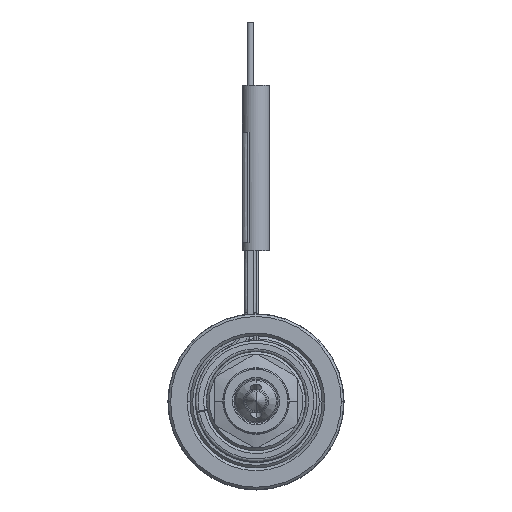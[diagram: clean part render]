
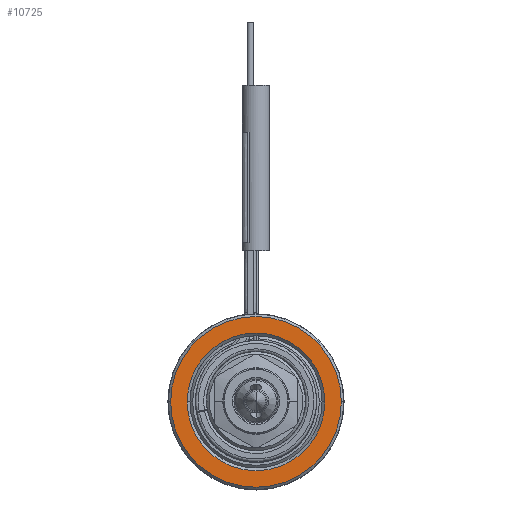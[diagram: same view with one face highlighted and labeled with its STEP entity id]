
A CAD part, top view. The second image highlights one B-rep face of the part: STEP entity #10725.
In plain terms, the highlighted planar face has unit normal (0, 0, 1).
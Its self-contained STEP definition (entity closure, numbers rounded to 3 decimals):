
#2839=CARTESIAN_POINT('',(0.,0.,25.));
#2840=DIRECTION('',(0.,0.,-1.));
#2841=DIRECTION('',(-1.,0.,0.));
#2842=AXIS2_PLACEMENT_3D('',#2839,#2840,#2841);
#2853=CARTESIAN_POINT('',(0.,0.,25.));
#2854=DIRECTION('',(0.,0.,-1.));
#2855=DIRECTION('',(1.,0.,0.));
#2856=AXIS2_PLACEMENT_3D('',#2853,#2854,#2855);
#2867=CARTESIAN_POINT('',(0.,0.,
25.));
#2868=DIRECTION('',(0.,0.,-1.));
#2869=DIRECTION('',(1.,0.,0.));
#2870=AXIS2_PLACEMENT_3D('',#2867,#2868,#2869);
#2881=CARTESIAN_POINT('',(0.,0.,25.));
#2882=DIRECTION('',(0.,0.,-1.));
#2883=DIRECTION('',(-1.,0.,0.));
#2884=AXIS2_PLACEMENT_3D('',#2881,#2882,#2883);
#6699=CARTESIAN_POINT('',(15.5,0.,25.));
#6700=CARTESIAN_POINT('',(-15.5,0.,
25.));
#6701=VERTEX_POINT('',#6699);
#6702=VERTEX_POINT('',#6700);
#6703=CARTESIAN_POINT('',(12.5,0.,25.));
#6704=CARTESIAN_POINT('',(-12.5,0.,25.));
#6705=VERTEX_POINT('',#6703);
#6706=VERTEX_POINT('',#6704);
#10710=CARTESIAN_POINT('',(0.,0.,25.));
#10711=DIRECTION('',(0.,0.,1.));
#10712=DIRECTION('',(-1.,0.,0.));
#10713=AXIS2_PLACEMENT_3D('',#10710,#10711,#10712);
#10714=PLANE('',#10713);
#10715=ORIENTED_EDGE('',*,*,#10692,.T.);
#10716=ORIENTED_EDGE('',*,*,#10677,.T.);
#10717=EDGE_LOOP('',(#10715,#10716));
#10718=FACE_OUTER_BOUND('',#10717,.F.);
#10720=ORIENTED_EDGE('',*,*,#10719,.F.);
#10722=ORIENTED_EDGE('',*,*,#10721,.F.);
#10723=EDGE_LOOP('',(#10720,#10722));
#10724=FACE_BOUND('',#10723,.F.);
#2843=CIRCLE('',#2842,15.5);
#2857=CIRCLE('',#2856,15.5);
#2871=CIRCLE('',#2870,12.5);
#2885=CIRCLE('',#2884,12.5);
#10677=EDGE_CURVE('',#6702,#6701,#2843,.T.);
#10692=EDGE_CURVE('',#6701,#6702,#2857,.T.);
#10719=EDGE_CURVE('',#6705,#6706,#2871,.T.);
#10721=EDGE_CURVE('',#6706,#6705,#2885,.T.);
#10725=ADVANCED_FACE('',(#10718,#10724),#10714,.T.);
